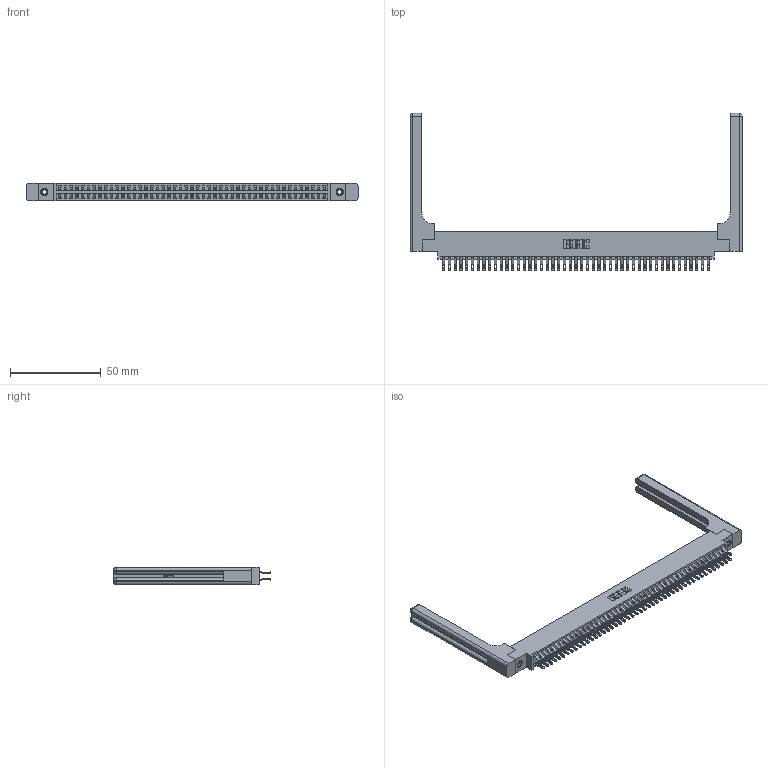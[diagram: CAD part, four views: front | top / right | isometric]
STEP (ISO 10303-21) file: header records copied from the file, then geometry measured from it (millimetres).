
FILE_DESCRIPTION (( 'STEP AP203' ), '1' );
FILE_NAME ('396-094-555-858.STEP', '2019-11-02T16:24:58', ( '' ), ( '' ), 'SwSTEP 2.0', 'SolidWorks 2016', '' );
FILE_SCHEMA (( 'CONFIG_CONTROL_DESIGN' ));
Length unit declared in the file: inch
Products named in the file (5): 345-250-001_345-250-001-102; 346-220-058_345-220-058; 396-094-555-858; 346 Part_0.170 Offset - 0.156 Dia-TH; 345-292-001_555 Tail
Assembly tree (99 placements, depth 2):
  396-094-555-858
    346 Part_0.170 Offset - 0.156 Dia-TH
    345-292-001_555 Tail  x94
    345-250-001_345-250-001-102  x2
    346-220-058_345-220-058  x2
Bounding box: 183.29 x 86.74 x 9.4 mm (x, y, z)
Volume: 25523.8 mm3; surface area: 30985.8 mm2
Topology: 99 solids, 99 shells, 5834 faces, 18209 edges, 12118 vertices
Faces by surface type: plane 3330, cylinder 2444, bspline 36, cone 12, sphere 8, torus 4
Entity records: 35640 total; most frequent: CARTESIAN_POINT 6911, ORIENTED_EDGE 5612, DIRECTION 5042, EDGE_CURVE 2806, LINE 2374, VECTOR 2374, VERTEX_POINT 1862, AXIS2_PLACEMENT_3D 1334
